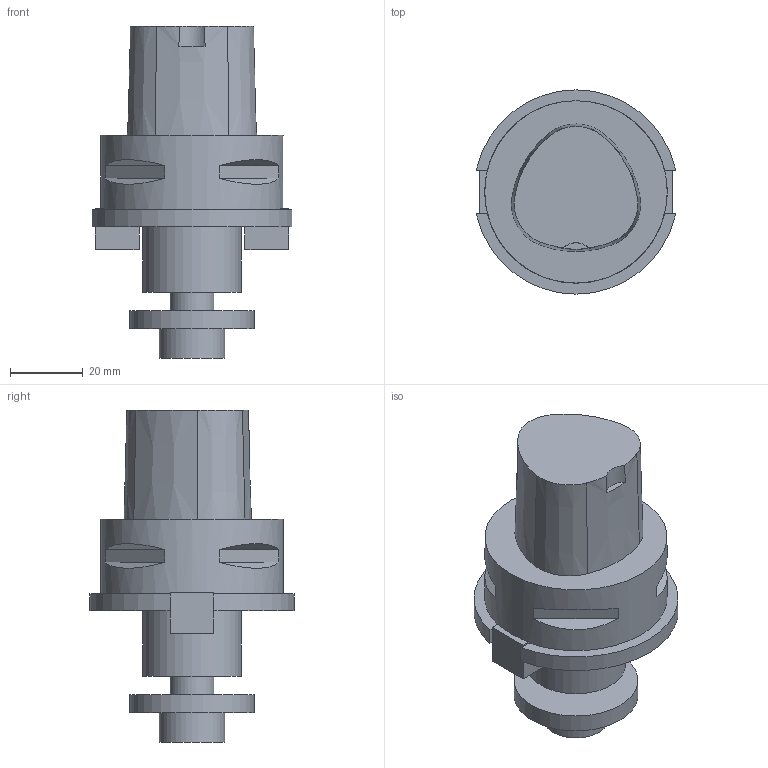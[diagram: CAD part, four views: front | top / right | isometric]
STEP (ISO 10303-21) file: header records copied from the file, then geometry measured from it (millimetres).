
FILE_DESCRIPTION(/* description */ ('3-D model version:1'),/* implementation_level */ '2;1');
FILE_NAME(/* name */ 'C5-391.05C-27025M',/* time_stamp */ '2016-12-02T14:00:36',/* author */ ('InteractiveCad'),/* organization */ ('AB Sandvik Coromant'),/* preprocessor_version */ 'ST-DEVELOPER v11',/* originating_system */ 'SIEMENS UGS NX 6.0',/* authorization */ '');
FILE_SCHEMA(('AUTOMOTIVE_DESIGN'));
Length unit declared in the file: millimetre
Products named in the file (1): C5_391_05C_27025M_SIM
Bounding box: 54.7 x 56 x 91 mm (x, y, z)
Volume: 97064 mm3; surface area: 17339.6 mm2
Topology: 1 solids, 5 shells, 68 faces, 149 edges, 98 vertices
Faces by surface type: plane 48, cylinder 12, cone 8
Full cylindrical faces by diameter (mm): 8.5 x2, 8.9 x2, 12 x1, 18 x1, 27 x1, 34 x1, 50 x1
Entity records: 1862 total; most frequent: DIRECTION 324, CARTESIAN_POINT 302, ORIENTED_EDGE 262, EDGE_CURVE 131, AXIS2_PLACEMENT_3D 123, VERTEX_POINT 93, EDGE_LOOP 90, LINE 78
